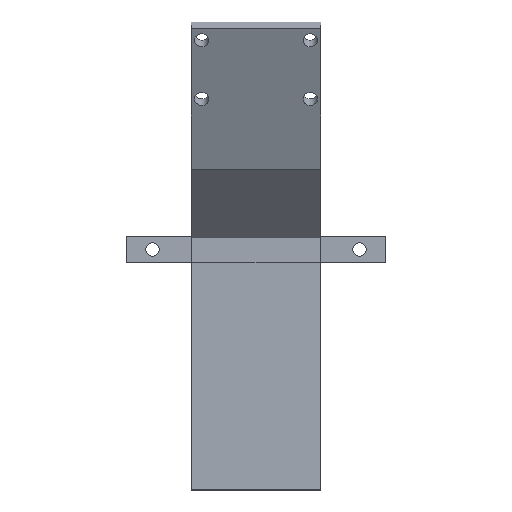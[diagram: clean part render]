
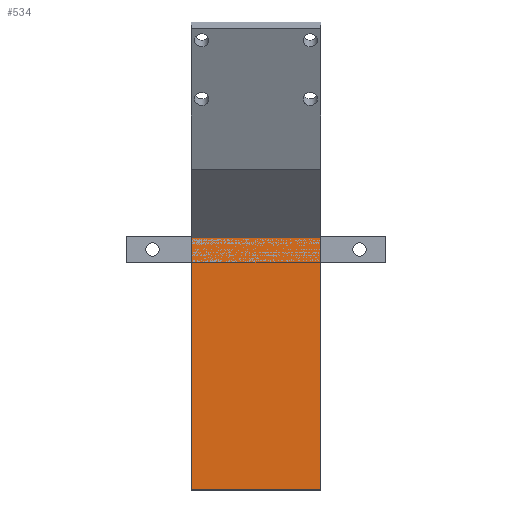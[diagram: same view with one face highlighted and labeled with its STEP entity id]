
A CAD part, top view. The second image highlights one B-rep face of the part: STEP entity #534.
In plain terms, the highlighted planar face has unit normal (0, 0, 1).
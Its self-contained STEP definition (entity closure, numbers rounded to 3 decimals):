
#88=FACE_OUTER_BOUND('',#126,.T.);
#126=EDGE_LOOP('',(#431,#432,#433,#434));
#162=LINE('',#863,#216);
#168=LINE('',#875,#222);
#170=LINE('',#878,#224);
#172=LINE('',#881,#226);
#216=VECTOR('',#710,1.);
#222=VECTOR('',#718,1.);
#224=VECTOR('',#722,1.);
#226=VECTOR('',#726,1.);
#270=VERTEX_POINT('',#860);
#271=VERTEX_POINT('',#862);
#274=VERTEX_POINT('',#869);
#276=VERTEX_POINT('',#873);
#322=EDGE_CURVE('',#270,#271,#162,.T.);
#328=EDGE_CURVE('',#274,#276,#168,.T.);
#330=EDGE_CURVE('',#270,#274,#170,.T.);
#332=EDGE_CURVE('',#271,#276,#172,.T.);
#431=ORIENTED_EDGE('',*,*,#322,.F.);
#432=ORIENTED_EDGE('',*,*,#330,.T.);
#433=ORIENTED_EDGE('',*,*,#328,.T.);
#434=ORIENTED_EDGE('',*,*,#332,.F.);
#506=PLANE('',#624);
#534=ADVANCED_FACE('',(#88),#506,.T.);
#624=AXIS2_PLACEMENT_3D('',#883,#729,#730);
#710=DIRECTION('',(0.,1.,0.));
#718=DIRECTION('',(0.,1.,0.));
#722=DIRECTION('',(1.,0.,0.));
#726=DIRECTION('',(1.,0.,0.));
#729=DIRECTION('center_axis',(0.,0.,1.));
#730=DIRECTION('ref_axis',(1.,0.,0.));
#860=CARTESIAN_POINT('',(0.,0.,3.));
#862=CARTESIAN_POINT('',(0.,50.,3.));
#863=CARTESIAN_POINT('',(0.,0.,3.));
#869=CARTESIAN_POINT('',(25.,0.,3.));
#873=CARTESIAN_POINT('',(25.,50.,3.));
#875=CARTESIAN_POINT('',(25.,0.,3.));
#878=CARTESIAN_POINT('',(0.,0.,3.));
#881=CARTESIAN_POINT('',(0.,50.,3.));
#883=CARTESIAN_POINT('Origin',(0.,0.,3.));
